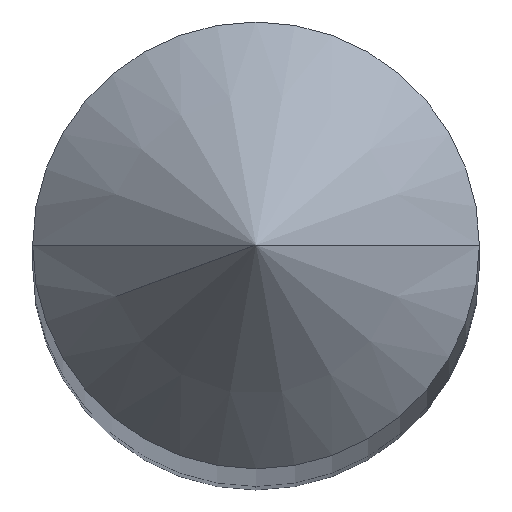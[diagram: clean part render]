
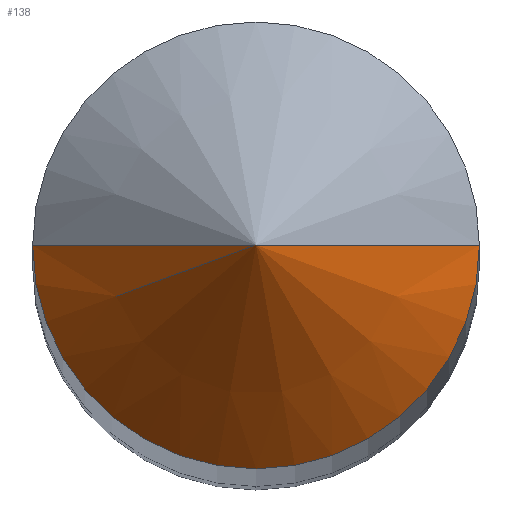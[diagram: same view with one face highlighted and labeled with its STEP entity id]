
A CAD part, top view. The second image highlights one B-rep face of the part: STEP entity #138.
In plain terms, the highlighted conical face has half-angle 45 degrees and reference radius 0.425 mm.
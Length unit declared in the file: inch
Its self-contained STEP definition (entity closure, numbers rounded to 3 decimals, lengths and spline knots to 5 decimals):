
#15 = CARTESIAN_POINT ( 'NONE',  ( 0., 0., -0.03125 ) ) ;
#34 = DIRECTION ( 'NONE',  ( 0.707, 0., -0.707 ) ) ;
#46 = DIRECTION ( 'NONE',  ( 0., 0., -1. ) ) ;
#127 = LINE ( 'NONE', #242, #173 ) ;
#134 = DIRECTION ( 'NONE',  ( -1., 0., 0. ) ) ;
#136 = VERTEX_POINT ( 'NONE', #248 ) ;
#138 = ADVANCED_FACE ( 'NONE', ( #189 ), #320, .T. ) ;
#141 = DIRECTION ( 'NONE',  ( -0.707, 0., -0.707 ) ) ;
#145 = CARTESIAN_POINT ( 'NONE',  ( 0.01675, 0., -0.03125 ) ) ;
#169 = CARTESIAN_POINT ( 'NONE',  ( 0., 0., -0.0145 ) ) ;
#173 = VECTOR ( 'NONE', #141, 39.37008 ) ;
#179 = VECTOR ( 'NONE', #34, 39.37008 ) ;
#181 = LINE ( 'NONE', #287, #179 ) ;
#184 = CARTESIAN_POINT ( 'NONE',  ( 0., 0., -0.03125 ) ) ;
#189 = FACE_OUTER_BOUND ( 'NONE', #276, .T. ) ;
#225 = CIRCLE ( 'NONE', #337, 0.01675 ) ;
#228 = DIRECTION ( 'NONE',  ( 1., 0., 0. ) ) ;
#240 = ORIENTED_EDGE ( 'NONE', *, *, #298, .T. ) ;
#242 = CARTESIAN_POINT ( 'NONE',  ( -0.01675, 0., -0.03125 ) ) ;
#248 = CARTESIAN_POINT ( 'NONE',  ( -0.01675, 0., -0.03125 ) ) ;
#249 = ORIENTED_EDGE ( 'NONE', *, *, #344, .F. ) ;
#256 = EDGE_CURVE ( 'NONE', #257, #136, #127, .T. ) ;
#257 = VERTEX_POINT ( 'NONE', #169 ) ;
#276 = EDGE_LOOP ( 'NONE', ( #249, #306, #240 ) ) ;
#284 = DIRECTION ( 'NONE',  ( 0., 0., 1. ) ) ;
#287 = CARTESIAN_POINT ( 'NONE',  ( 0.01675, 0., -0.03125 ) ) ;
#290 = VERTEX_POINT ( 'NONE', #145 ) ;
#298 = EDGE_CURVE ( 'NONE', #136, #290, #225, .T. ) ;
#306 = ORIENTED_EDGE ( 'NONE', *, *, #256, .T. ) ;
#320 = CONICAL_SURFACE ( 'NONE', #333, 0.01675, 0.785 ) ;
#333 = AXIS2_PLACEMENT_3D ( 'NONE', #15, #46, #134 ) ;
#337 = AXIS2_PLACEMENT_3D ( 'NONE', #184, #284, #228 ) ;
#344 = EDGE_CURVE ( 'NONE', #257, #290, #181, .T. ) ;
